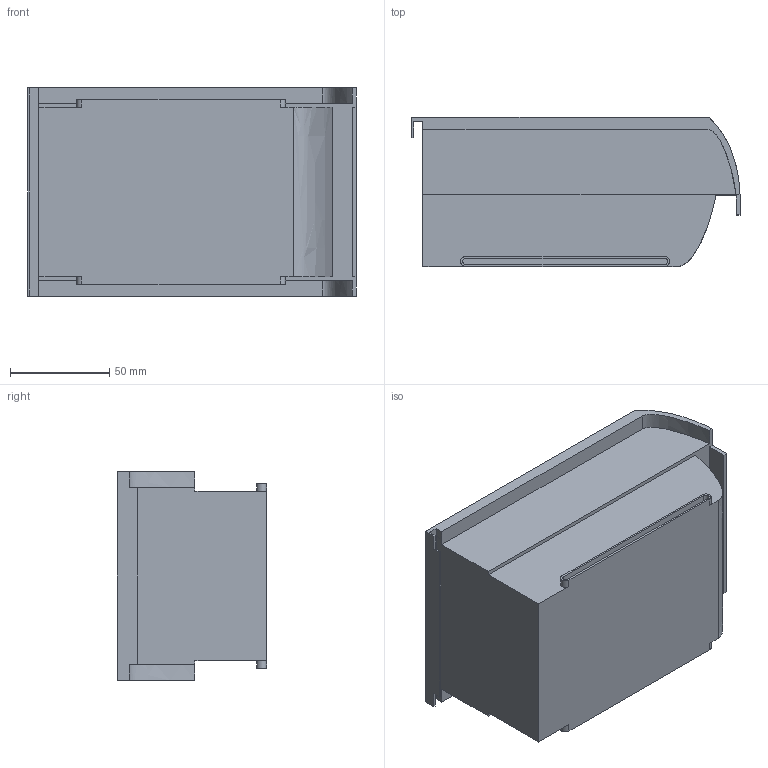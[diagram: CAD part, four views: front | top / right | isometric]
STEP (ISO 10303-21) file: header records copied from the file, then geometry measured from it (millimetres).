
FILE_DESCRIPTION (( 'STEP AP203' ), '1' );
FILE_NAME ('Gaveta.STEP', '2021-05-03T17:06:03', ( '' ), ( '' ), 'SwSTEP 2.0', 'SolidWorks 2019', '' );
FILE_SCHEMA (( 'CONFIG_CONTROL_DESIGN' ));
Length unit declared in the file: millimetre
Products named in the file (1): Gaveta
Bounding box: 165 x 75 x 105 mm (x, y, z)
Volume: 111904.3 mm3; surface area: 102657.9 mm2
Topology: 1 solids, 1 shells, 65 faces, 181 edges, 120 vertices
Faces by surface type: plane 48, cylinder 13, bspline 4
Entity records: 2435 total; most frequent: CARTESIAN_POINT 707, ORIENTED_EDGE 362, DIRECTION 315, EDGE_CURVE 181, LINE 139, VECTOR 139, VERTEX_POINT 120, AXIS2_PLACEMENT_3D 88
